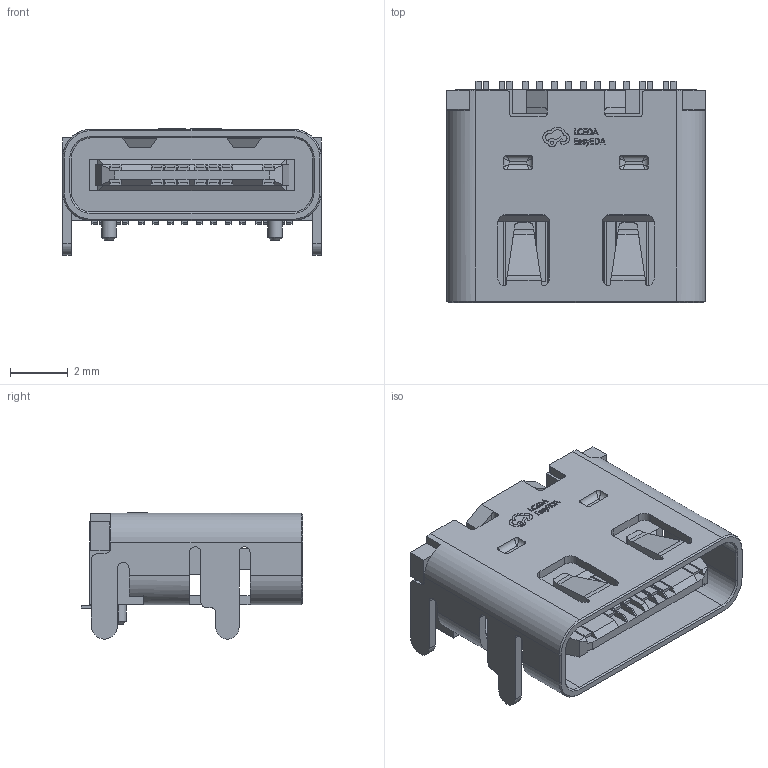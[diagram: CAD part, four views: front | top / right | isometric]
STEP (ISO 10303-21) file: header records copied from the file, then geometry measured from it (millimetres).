
FILE_DESCRIPTION (( 'STEP AP214' ), '1' );
FILE_NAME ('USB-C-SMD_MC-107DMS.STEP', '2025-01-01T14:43:05', ( '' ), ( '' ), 'SwSTEP 2.0', 'SolidWorks 2020', '' );
FILE_SCHEMA (( 'AUTOMOTIVE_DESIGN' ));
Length unit declared in the file: millimetre
Products named in the file (1): USB-C-SMD_MC-107DMS
Bounding box: 8.94 x 7.65 x 4.36 mm (x, y, z)
Volume: 111.9 mm3; surface area: 522 mm2
Topology: 29 solids, 29 shells, 823 faces, 2124 edges, 1364 vertices
Faces by surface type: plane 579, cylinder 118, bspline 114, cone 12
Entity records: 34708 total; most frequent: CARTESIAN_POINT 6132, ORIENTED_EDGE 4216, DIRECTION 3488, EDGE_CURVE 2108, VECTOR 1640, LINE 1640, VERTEX_POINT 1364, AXIS2_PLACEMENT_3D 924
